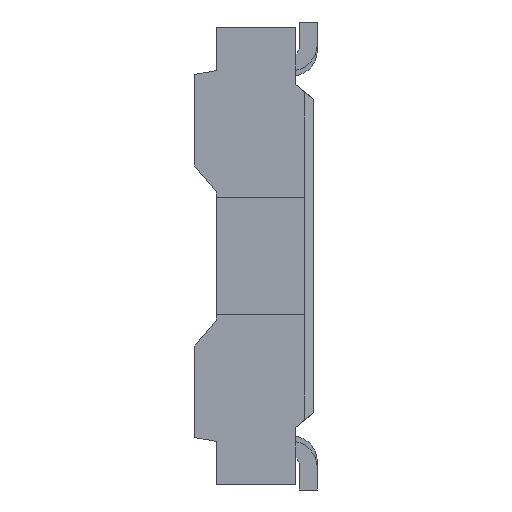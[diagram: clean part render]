
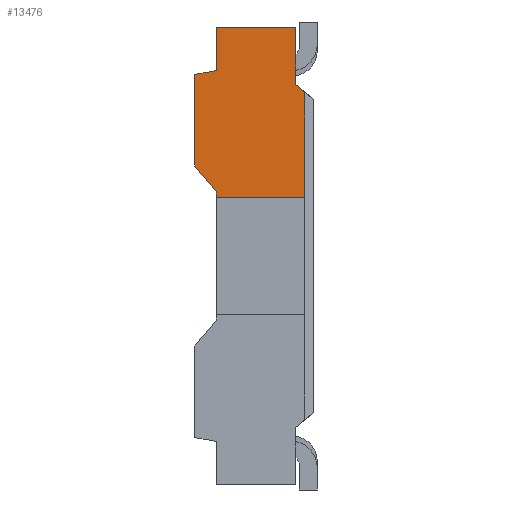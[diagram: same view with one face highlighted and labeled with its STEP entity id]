
A CAD part, left-side view. The second image highlights one B-rep face of the part: STEP entity #13476.
In plain terms, the highlighted planar face has unit normal (-1, 0, 0).
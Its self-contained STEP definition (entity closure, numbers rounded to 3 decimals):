
#1=DIRECTION('',(0.,0.,-1.));
#2=VECTOR('',#1,0.587);
#3=CARTESIAN_POINT('',(-2.55,-0.27,0.912));
#4=LINE('',#3,#2);
#5=DIRECTION('',(0.,1.,0.));
#6=VECTOR('',#5,0.49);
#7=CARTESIAN_POINT('',(-2.55,-0.27,0.325));
#8=LINE('',#7,#6);
#9=DIRECTION('',(0.,0.,1.));
#10=VECTOR('',#9,0.032);
#11=CARTESIAN_POINT('',(-2.55,0.22,0.325));
#12=LINE('',#11,#10);
#13=DIRECTION('',(0.,0.643,0.766));
#14=VECTOR('',#13,0.187);
#15=CARTESIAN_POINT('',(-2.55,0.22,0.357));
#16=LINE('',#15,#14);
#17=DIRECTION('',(0.,0.,1.));
#18=VECTOR('',#17,0.509);
#19=CARTESIAN_POINT('',(-2.55,0.34,0.5));
#20=LINE('',#19,#18);
#21=DIRECTION('',(0.,-0.985,0.174));
#22=VECTOR('',#21,0.122);
#23=CARTESIAN_POINT('',(-2.55,0.34,1.009));
#24=LINE('',#23,#22);
#25=DIRECTION('',(0.,0.,1.));
#26=VECTOR('',#25,0.24);
#27=CARTESIAN_POINT('',(-2.55,0.22,1.03));
#28=LINE('',#27,#26);
#29=DIRECTION('',(0.,-1.,0.));
#30=VECTOR('',#29,0.44);
#31=CARTESIAN_POINT('',(-2.55,0.22,1.27));
#32=LINE('',#31,#30);
#33=DIRECTION('',(0.,0.,-1.));
#34=VECTOR('',#33,0.316);
#35=CARTESIAN_POINT('',(-2.55,-0.22,1.27));
#36=LINE('',#35,#34);
#37=DIRECTION('',(0.,-0.766,-0.643));
#38=VECTOR('',#37,0.065);
#39=CARTESIAN_POINT('',(-2.55,-0.22,0.954));
#40=LINE('',#39,#38);
#10213=CARTESIAN_POINT('',(-2.55,0.34,0.5));
#10214=CARTESIAN_POINT('',(-2.55,0.34,1.009));
#10215=VERTEX_POINT('',#10213);
#10216=VERTEX_POINT('',#10214);
#10225=CARTESIAN_POINT('',(-2.55,0.22,1.03));
#10226=VERTEX_POINT('',#10225);
#10227=CARTESIAN_POINT('',(-2.55,0.22,1.27));
#10228=VERTEX_POINT('',#10227);
#10229=CARTESIAN_POINT('',(-2.55,-0.22,1.27));
#10230=VERTEX_POINT('',#10229);
#10231=CARTESIAN_POINT('',(-2.55,-0.22,0.954));
#10232=VERTEX_POINT('',#10231);
#10289=CARTESIAN_POINT('',(-2.55,0.22,0.357));
#10290=VERTEX_POINT('',#10289);
#10305=CARTESIAN_POINT('',(-2.55,-0.27,0.912));
#10306=CARTESIAN_POINT('',(-2.55,-0.27,0.325));
#10307=VERTEX_POINT('',#10305);
#10308=VERTEX_POINT('',#10306);
#13435=CARTESIAN_POINT('',(-2.55,0.22,0.325));
#13437=VERTEX_POINT('',#13435);
#13449=CARTESIAN_POINT('',(-2.55,0.,0.));
#13450=DIRECTION('',(1.,0.,0.));
#13451=DIRECTION('',(0.,0.,-1.));
#13452=AXIS2_PLACEMENT_3D('',#13449,#13450,#13451);
#13453=PLANE('',#13452);
#13455=ORIENTED_EDGE('',*,*,#13454,.T.);
#13457=ORIENTED_EDGE('',*,*,#13456,.T.);
#13459=ORIENTED_EDGE('',*,*,#13458,.T.);
#13461=ORIENTED_EDGE('',*,*,#13460,.T.);
#13463=ORIENTED_EDGE('',*,*,#13462,.T.);
#13465=ORIENTED_EDGE('',*,*,#13464,.T.);
#13467=ORIENTED_EDGE('',*,*,#13466,.T.);
#13469=ORIENTED_EDGE('',*,*,#13468,.T.);
#13471=ORIENTED_EDGE('',*,*,#13470,.T.);
#13473=ORIENTED_EDGE('',*,*,#13472,.T.);
#13474=EDGE_LOOP('',(#13455,#13457,#13459,#13461,#13463,#13465,#13467,#13469,
#13471,#13473));
#13475=FACE_OUTER_BOUND('',#13474,.F.);
#13476=ADVANCED_FACE('',(#13475),#13453,.F.);
#13454=EDGE_CURVE('',#10307,#10308,#4,.T.);
#13456=EDGE_CURVE('',#10308,#13437,#8,.T.);
#13458=EDGE_CURVE('',#13437,#10290,#12,.T.);
#13460=EDGE_CURVE('',#10290,#10215,#16,.T.);
#13462=EDGE_CURVE('',#10215,#10216,#20,.T.);
#13464=EDGE_CURVE('',#10216,#10226,#24,.T.);
#13466=EDGE_CURVE('',#10226,#10228,#28,.T.);
#13468=EDGE_CURVE('',#10228,#10230,#32,.T.);
#13470=EDGE_CURVE('',#10230,#10232,#36,.T.);
#13472=EDGE_CURVE('',#10232,#10307,#40,.T.);
